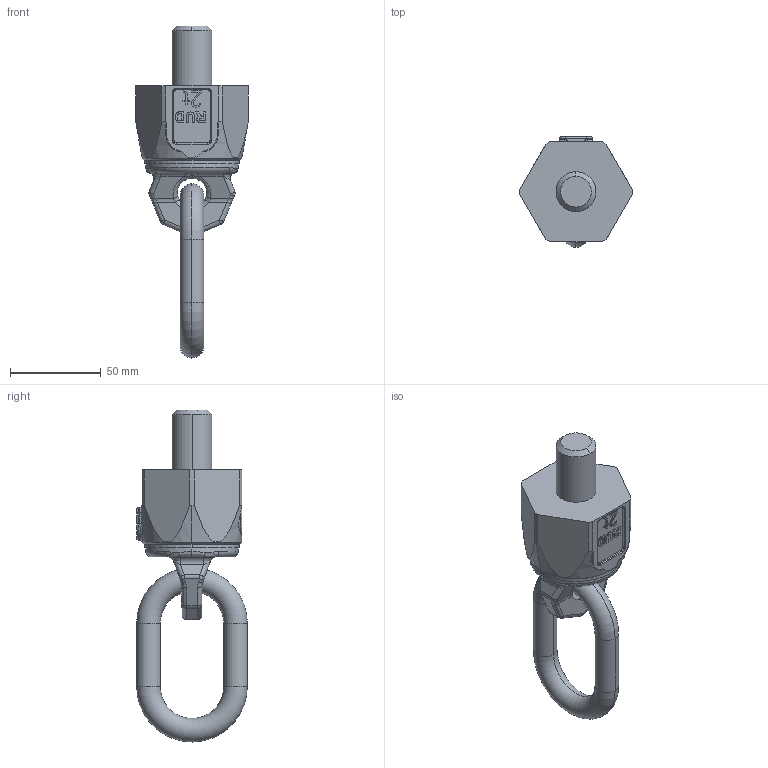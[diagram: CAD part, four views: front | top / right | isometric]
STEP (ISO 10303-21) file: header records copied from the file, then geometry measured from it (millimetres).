
FILE_DESCRIPTION((''),'2;1');
FILE_NAME('001-M31711-P-30_ASM','2018-05-09T',('Anja.Joas'),(''),'PRO/ENGINEER BY PARAMETRIC TECHNOLOGY CORPORATION, 2011490','PRO/ENGINEER BY PARAMETRIC TECHNOLOGY CORPORATION, 2011490','');
FILE_SCHEMA(('CONFIG_CONTROL_DESIGN'));
Length unit declared in the file: millimetre
Products named in the file (5): 001-M31524-P-60_AF0; 001-M31527-P-3; 001-M31524-P-70; 001-M31711-P-3; 001-M31711-P-30_ASM
Assembly tree (4 placements, depth 2):
  001-M31711-P-30_ASM
    001-M31524-P-60_AF0
    001-M31527-P-3
    001-M31524-P-70
    001-M31711-P-3
Bounding box: 62.05 x 61 x 183 mm (x, y, z)
Volume: 175682.6 mm3; surface area: 36350.2 mm2
Topology: 4 solids, 4 shells, 772 faces, 2106 edges, 1366 vertices
Faces by surface type: plane 602, cylinder 85, bspline 45, torus 31, cone 6, sphere 2, extrusion 1
Entity records: 25999 total; most frequent: CARTESIAN_POINT 6595, ORIENTED_EDGE 4212, DIRECTION 3679, EDGE_CURVE 2106, VECTOR 1765, LINE 1764, VERTEX_POINT 1366, AXIS2_PLACEMENT_3D 957
